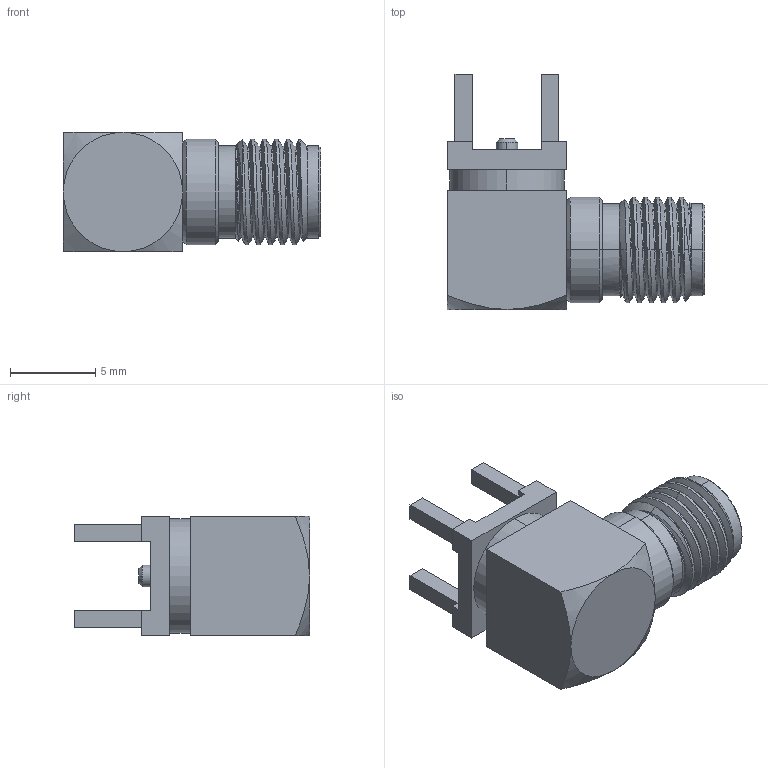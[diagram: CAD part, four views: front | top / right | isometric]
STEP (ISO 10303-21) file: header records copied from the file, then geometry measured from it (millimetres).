
FILE_DESCRIPTION (( 'STEP AP214' ), '1' );
FILE_NAME ('132136-12.STEP', '2023-02-26T10:54:18', ( 'ADMIN' ), ( '' ), 'SwSTEP 2.0', 'SolidWorks 2016', '' );
FILE_SCHEMA (( 'AUTOMOTIVE_DESIGN' ));
Length unit declared in the file: inch
Products named in the file (1): 132136-12
Bounding box: 15.1 x 13.8 x 7 mm (x, y, z)
Volume: 636.9 mm3; surface area: 692.2 mm2
Topology: 1 solids, 1 shells, 114 faces, 316 edges, 211 vertices
Faces by surface type: plane 50, cylinder 29, cone 29, bspline 6
Entity records: 6066 total; most frequent: CARTESIAN_POINT 3299, ORIENTED_EDGE 628, DIRECTION 469, EDGE_CURVE 314, VERTEX_POINT 211, LINE 157, VECTOR 157, AXIS2_PLACEMENT_3D 156
